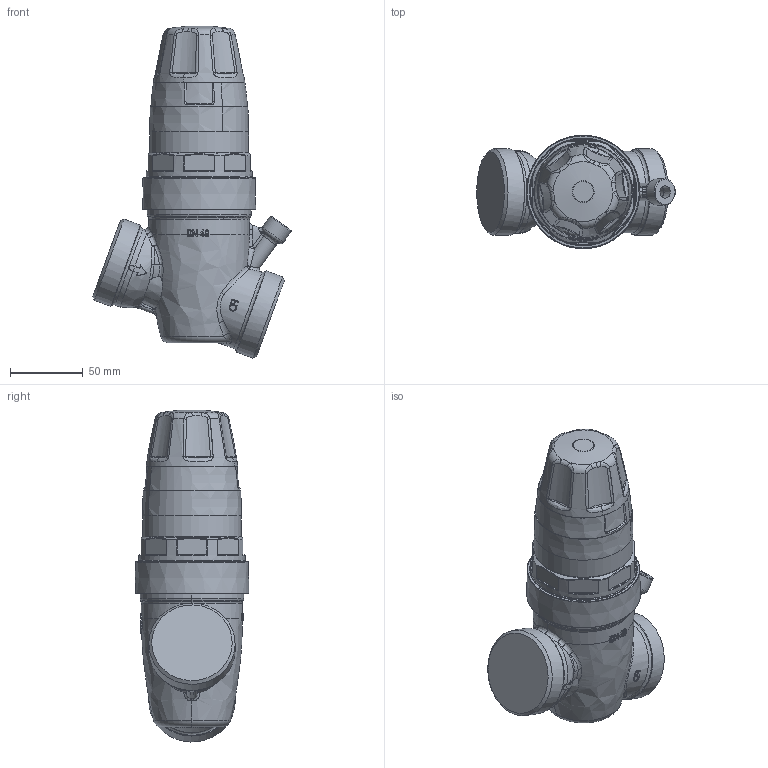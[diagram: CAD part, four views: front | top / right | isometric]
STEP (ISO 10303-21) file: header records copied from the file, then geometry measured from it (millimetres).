
FILE_DESCRIPTION(/* description */ ('CATIA V5 STEP Exchange'),/* implementation_level */ '2;1');
FILE_NAME(/* name */ '535880HA.stp',/* time_stamp */ '2025-08-19T11:26:10-05:00',/* author */ ('ischreiner'),/* organization */ ('none'),/* preprocessor_version */ 'ST-DEVELOPER v20',/* originating_system */ 'Autodesk Inventor 2025',/* authorisation */ 'none');
FILE_SCHEMA (('AUTOMOTIVE_DESIGN { 1 0 10303 214 3 1 1 }'));
Products named in the file (1): 535880HA - TST
Bounding box: 136.54 x 77.97 x 228.38 mm (x, y, z)
Volume: 881480.6 mm3; surface area: 70514.7 mm2
Topology: 1 solids, 17 shells, 859 faces, 2355 edges, 1532 vertices
Faces by surface type: bspline 365, cylinder 179, plane 141, torus 87, cone 64, sphere 23
Full cylindrical faces by diameter (mm): 7.95 x1, 13 x1, 14 x1, 17.996 x1, 56 x2, 59.4 x2, 68 x1, 73 x1, 73.986 x1
Entity records: 63506 total; most frequent: CARTESIAN_POINT 44004, ORIENTED_EDGE 4676, DIRECTION 2917, EDGE_CURVE 2338, VERTEX_POINT 1532, AXIS2_PLACEMENT_3D 1261, B_SPLINE_CURVE_WITH_KNOTS 1163, EDGE_LOOP 878
